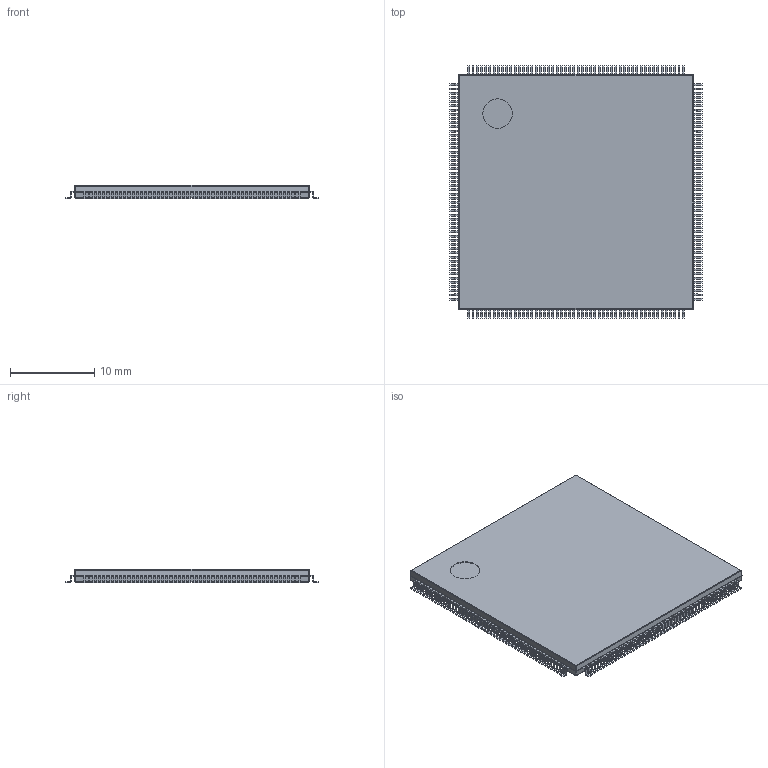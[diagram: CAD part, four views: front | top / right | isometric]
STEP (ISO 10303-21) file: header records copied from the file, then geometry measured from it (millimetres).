
FILE_DESCRIPTION(('Open CASCADE Model'),'2;1');
FILE_NAME('Open CASCADE Shape Model','2026-01-27T16:55:27',('Author'),( 'Open CASCADE'),'Open CASCADE STEP processor 7.5','Open CASCADE 7.5' ,'Unknown');
FILE_SCHEMA(('AUTOMOTIVE_DESIGN { 1 0 10303 214 1 1 1 1 }'));
Length unit declared in the file: millimetre
Products named in the file (8): PCB; Designator1; 13983976576; Open CASCADE STEP translator 7.5 38.1; Body; Open CASCADE STEP translator 7.5 38.2.1; Leader
Assembly tree (212 placements, depth 4):
  PCB
  Designator1
    13983976576
      Open CASCADE STEP translator 7.5 38.1
      Body
        Open CASCADE STEP translator 7.5 38.2.1
      Leader  x104
      Leader  x104
Bounding box: 30 x 30 x 1.6 mm (x, y, z)
Volume: 1192 mm3; surface area: 1955.3 mm2
Topology: 209 solids, 210 shells, 4637 faces, 9276 edges, 5051 vertices
Faces by surface type: plane 3760, cylinder 861, bspline 8, sphere 8
Full cylindrical faces by diameter (mm): 3.5 x1
Entity records: 5071 total; most frequent: CARTESIAN_POINT 1461, DIRECTION 835, ORIENTED_EDGE 407, AXIS2_PLACEMENT_3D 353, PRODUCT_DEFINITION_SHAPE 220, CONTEXT_DEPENDENT_SHAPE_REPRESENTATION 212, ITEM_DEFINED_TRANSFORMATION 212, NEXT_ASSEMBLY_USAGE_OCCURRENCE 212
